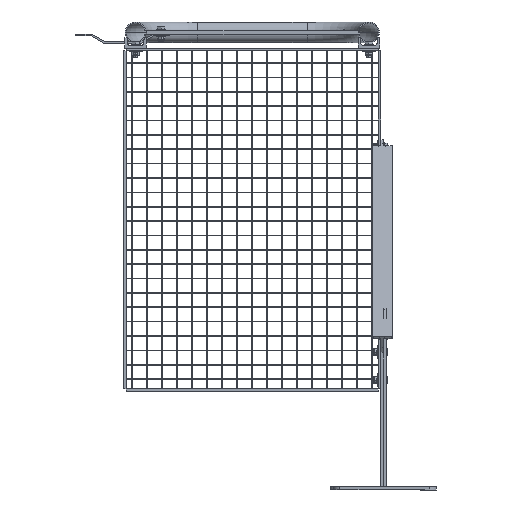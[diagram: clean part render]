
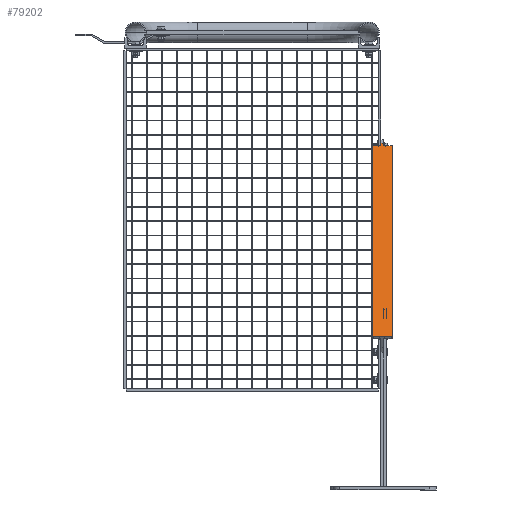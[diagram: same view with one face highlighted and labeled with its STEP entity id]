
A CAD part, front view. The second image highlights one B-rep face of the part: STEP entity #79202.
In plain terms, the highlighted planar face has unit normal (0, -0.599, 0.801).
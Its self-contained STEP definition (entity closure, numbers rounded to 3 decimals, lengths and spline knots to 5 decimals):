
#4224 = PLANE ( 'NONE',  #30655 ) ;
#4671 = FACE_OUTER_BOUND ( 'NONE', #64491, .T. ) ;
#4931 = CARTESIAN_POINT ( 'NONE',  ( 0.3265, -0.08939, 0.17268 ) ) ;
#7739 = CARTESIAN_POINT ( 'NONE',  ( 0.306, -0.08578, 0.17538 ) ) ;
#7876 = VECTOR ( 'NONE', #16778, 1. ) ;
#9414 = VERTEX_POINT ( 'NONE', #57234 ) ;
#9793 = CARTESIAN_POINT ( 'NONE',  ( 0.2795, -0.08939, 0.17268 ) ) ;
#10160 = EDGE_CURVE ( 'NONE', #24092, #13772, #64808, .T. ) ;
#10314 = EDGE_CURVE ( 'NONE', #23930, #45764, #72695, .T. ) ;
#11929 = CIRCLE ( 'NONE', #74933, 0.0045 ) ;
#12905 = DIRECTION ( 'NONE',  ( 0., 0.801, 0.599 ) ) ;
#13772 = VERTEX_POINT ( 'NONE', #16080 ) ;
#14716 = LINE ( 'NONE', #28301, #17702 ) ;
#14747 = ORIENTED_EDGE ( 'NONE', *, *, #10160, .F. ) ;
#15023 = ORIENTED_EDGE ( 'NONE', *, *, #36597, .F. ) ;
#15152 = DIRECTION ( 'NONE',  ( 1., 0., 0. ) ) ;
#16080 = CARTESIAN_POINT ( 'NONE',  ( 0.2795, -0.68538, -0.27295 ) ) ;
#16778 = DIRECTION ( 'NONE',  ( 0., 0.801, 0.599 ) ) ;
#17420 = VERTEX_POINT ( 'NONE', #72811 ) ;
#17702 = VECTOR ( 'NONE', #15152, 1. ) ;
#17910 = ORIENTED_EDGE ( 'NONE', *, *, #23544, .T. ) ;
#18643 = DIRECTION ( 'NONE',  ( 0., 0.801, 0.599 ) ) ;
#20520 = CARTESIAN_POINT ( 'NONE',  ( 0.3, -0.08138, 0.17867 ) ) ;
#21451 = ORIENTED_EDGE ( 'NONE', *, *, #78393, .T. ) ;
#23544 = EDGE_CURVE ( 'NONE', #59452, #44355, #78297, .T. ) ;
#23724 = VECTOR ( 'NONE', #18643, 1. ) ;
#23930 = VERTEX_POINT ( 'NONE', #4931 ) ;
#24092 = VERTEX_POINT ( 'NONE', #28445 ) ;
#25621 = CARTESIAN_POINT ( 'NONE',  ( 0.3, -0.73039, -0.3066 ) ) ;
#28301 = CARTESIAN_POINT ( 'NONE',  ( 0.2795, -0.08939, 0.17268 ) ) ;
#28445 = CARTESIAN_POINT ( 'NONE',  ( 0.3265, -0.68538, -0.27295 ) ) ;
#30519 = CIRCLE ( 'NONE', #44604, 0.0045 ) ;
#30655 = AXIS2_PLACEMENT_3D ( 'NONE', #49881, #43757, #77491 ) ;
#32843 = EDGE_CURVE ( 'NONE', #24092, #23930, #67521, .T. ) ;
#33478 = LINE ( 'NONE', #25621, #51380 ) ;
#34767 = EDGE_CURVE ( 'NONE', #17420, #62239, #11929, .T. ) ;
#36376 = EDGE_CURVE ( 'NONE', #17420, #9414, #33478, .T. ) ;
#36597 = EDGE_CURVE ( 'NONE', #13772, #46704, #63253, .T. ) ;
#38583 = LINE ( 'NONE', #20520, #54901 ) ;
#38589 = ORIENTED_EDGE ( 'NONE', *, *, #55545, .F. ) ;
#40606 = DIRECTION ( 'NONE',  ( 0., 0.599, -0.801 ) ) ;
#42521 = CARTESIAN_POINT ( 'NONE',  ( 0.3265, -0.73039, -0.3066 ) ) ;
#43757 = DIRECTION ( 'NONE',  ( 0., 0.599, -0.801 ) ) ;
#44355 = VERTEX_POINT ( 'NONE', #80426 ) ;
#44604 = AXIS2_PLACEMENT_3D ( 'NONE', #64520, #84275, #51394 ) ;
#45764 = VERTEX_POINT ( 'NONE', #78523 ) ;
#46704 = VERTEX_POINT ( 'NONE', #9793 ) ;
#49881 = CARTESIAN_POINT ( 'NONE',  ( 0.3, -0.73039, -0.3066 ) ) ;
#50358 = CARTESIAN_POINT ( 'NONE',  ( 0.3, -0.68538, -0.27295 ) ) ;
#51358 = ORIENTED_EDGE ( 'NONE', *, *, #32843, .T. ) ;
#51380 = VECTOR ( 'NONE', #12905, 1. ) ;
#51394 = DIRECTION ( 'NONE',  ( 0., -0.801, -0.599 ) ) ;
#54901 = VECTOR ( 'NONE', #59585, 1. ) ;
#55545 = EDGE_CURVE ( 'NONE', #46704, #62239, #14716, .T. ) ;
#57234 = CARTESIAN_POINT ( 'NONE',  ( 0.3, -0.08138, 0.17867 ) ) ;
#57755 = VECTOR ( 'NONE', #62218, 1. ) ;
#59058 = CARTESIAN_POINT ( 'NONE',  ( 0.2955, -0.08578, 0.17538 ) ) ;
#59452 = VERTEX_POINT ( 'NONE', #7739 ) ;
#59585 = DIRECTION ( 'NONE',  ( 1., 0., 0. ) ) ;
#59938 = CARTESIAN_POINT ( 'NONE',  ( 0.3265, -0.08939, 0.17268 ) ) ;
#61389 = CARTESIAN_POINT ( 'NONE',  ( 0.2955, -0.08939, 0.17268 ) ) ;
#62218 = DIRECTION ( 'NONE',  ( 0., 0.801, 0.599 ) ) ;
#62239 = VERTEX_POINT ( 'NONE', #61389 ) ;
#63253 = LINE ( 'NONE', #77731, #7876 ) ;
#64491 = EDGE_LOOP ( 'NONE', ( #14747, #51358, #73711, #21451, #17910, #78470, #73971, #70803, #38589, #15023 ) ) ;
#64520 = CARTESIAN_POINT ( 'NONE',  ( 0.3105, -0.08578, 0.17538 ) ) ;
#64808 = LINE ( 'NONE', #50358, #67618 ) ;
#67521 = LINE ( 'NONE', #42521, #57755 ) ;
#67618 = VECTOR ( 'NONE', #70522, 1. ) ;
#70384 = VECTOR ( 'NONE', #86677, 1. ) ;
#70522 = DIRECTION ( 'NONE',  ( -1., 0., 0. ) ) ;
#70803 = ORIENTED_EDGE ( 'NONE', *, *, #34767, .T. ) ;
#72657 = DIRECTION ( 'NONE',  ( 0., -0.801, -0.599 ) ) ;
#72695 = LINE ( 'NONE', #59938, #70384 ) ;
#72811 = CARTESIAN_POINT ( 'NONE',  ( 0.3, -0.08578, 0.17538 ) ) ;
#73711 = ORIENTED_EDGE ( 'NONE', *, *, #10314, .T. ) ;
#73971 = ORIENTED_EDGE ( 'NONE', *, *, #36376, .F. ) ;
#74933 = AXIS2_PLACEMENT_3D ( 'NONE', #59058, #40606, #72657 ) ;
#77491 = DIRECTION ( 'NONE',  ( 0., -0.801, -0.599 ) ) ;
#77731 = CARTESIAN_POINT ( 'NONE',  ( 0.2795, -0.73039, -0.3066 ) ) ;
#77856 = CARTESIAN_POINT ( 'NONE',  ( 0.306, -0.73039, -0.3066 ) ) ;
#78297 = LINE ( 'NONE', #77856, #23724 ) ;
#78393 = EDGE_CURVE ( 'NONE', #45764, #59452, #30519, .T. ) ;
#78470 = ORIENTED_EDGE ( 'NONE', *, *, #85694, .F. ) ;
#78523 = CARTESIAN_POINT ( 'NONE',  ( 0.3105, -0.08939, 0.17268 ) ) ;
#79202 = ADVANCED_FACE ( 'NONE', ( #4671 ), #4224, .F. ) ;
#80426 = CARTESIAN_POINT ( 'NONE',  ( 0.306, -0.08138, 0.17867 ) ) ;
#84275 = DIRECTION ( 'NONE',  ( 0., 0.599, -0.801 ) ) ;
#85694 = EDGE_CURVE ( 'NONE', #9414, #44355, #38583, .T. ) ;
#86677 = DIRECTION ( 'NONE',  ( -1., 0., 0. ) ) ;
